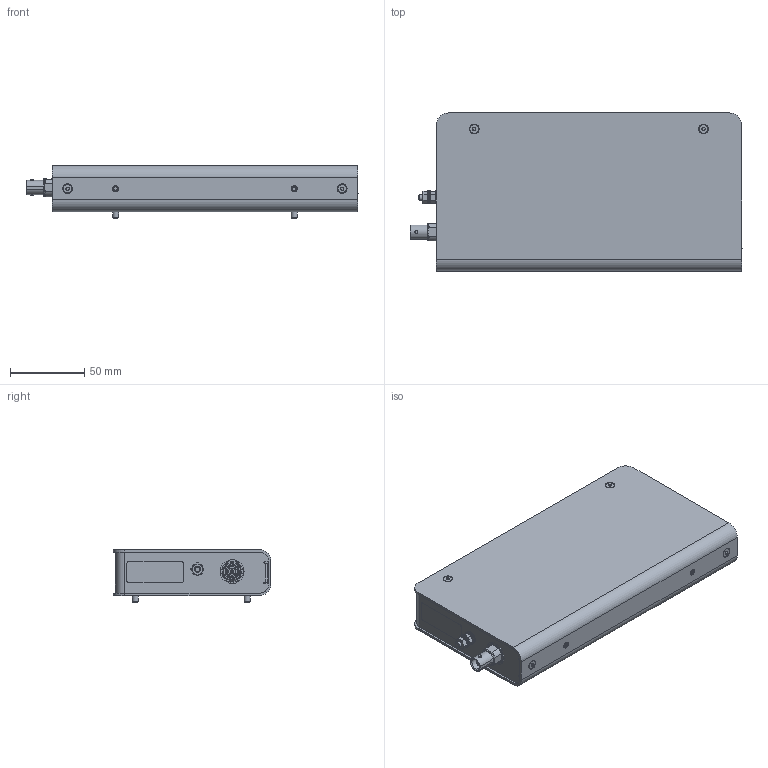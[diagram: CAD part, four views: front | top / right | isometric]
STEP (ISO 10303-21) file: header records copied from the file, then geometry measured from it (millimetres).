
FILE_DESCRIPTION(/* description */ ('IMM-100 QCM Interface Unit (785-600-G1)'),/* implementation_level */ '2;1');
FILE_NAME(/* name */ '785-600-G1 - IMM-100 QCM Interface Unit (Outline Model rev.A).stp',/* time_stamp */ '2020-08-24T21:52:01-04:00',/* author */ ('Joel Plasencia'),/* organization */ ('INFICON'),/* preprocessor_version */ 'ST-DEVELOPER v16',/* originating_system */ 'SIEMENS PLM Software NX 10.0',/* authorisation */ 'Copyright© 2020 INFICON - ALL RIGHTS RESERVED');
FILE_SCHEMA (('AUTOMOTIVE_DESIGN { 1 0 10303 214 3 1 1 1 }'));
Length unit declared in the file: millimetre
Products named in the file (1): 785-600-G1_A
Bounding box: 222.9 x 106.07 x 35.24 mm (x, y, z)
Volume: 641267.8 mm3; surface area: 75071.3 mm2
Topology: 1 solids, 19 shells, 1364 faces, 3551 edges, 2270 vertices
Faces by surface type: plane 864, cylinder 312, cone 164, extrusion 11, bspline 8, torus 4, sphere 1
Full cylindrical faces by diameter (mm): 0.14 x2, 0.201 x2, 2.794 x2, 2.87 x2, 2.997 x3, 3.2 x4, 3.81 x2, 4 x8, 4.216 x10, 4.229 x4, 5.7 x2, 13.513 x1, 16.002 x1
Entity records: 42111 total; most frequent: CARTESIAN_POINT 8962, ORIENTED_EDGE 6920, DIRECTION 6689, EDGE_CURVE 3460, VECTOR 2413, LINE 2402, VERTEX_POINT 2256, AXIS2_PLACEMENT_3D 2138
